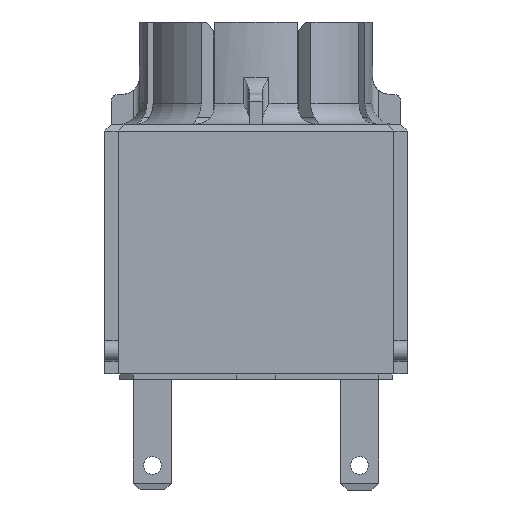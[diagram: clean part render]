
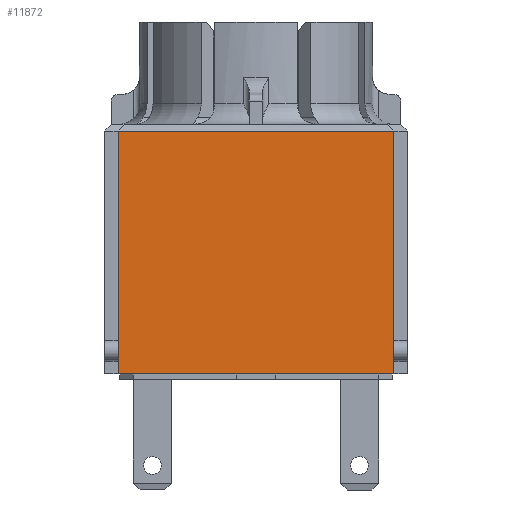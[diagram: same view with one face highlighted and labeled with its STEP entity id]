
A CAD part, front view. The second image highlights one B-rep face of the part: STEP entity #11872.
In plain terms, the highlighted planar face has unit normal (0, -1, 0).
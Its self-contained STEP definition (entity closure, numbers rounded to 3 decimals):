
#1253=FACE_OUTER_BOUND('',#1924,.T.);
#1924=EDGE_LOOP('',(#9003,#9004,#9005,#9006,#9007,#9008));
#2421=LINE('',#15319,#3575);
#2812=LINE('',#17143,#3966);
#2841=LINE('',#17205,#3995);
#2842=LINE('',#17209,#3996);
#2846=LINE('',#17247,#4000);
#2847=LINE('',#17248,#4001);
#3575=VECTOR('',#13002,10.);
#3966=VECTOR('',#13945,10.);
#3995=VECTOR('',#14012,10.);
#3996=VECTOR('',#14017,10.);
#4000=VECTOR('',#14077,10.);
#4001=VECTOR('',#14078,10.);
#4725=VERTEX_POINT('',#15316);
#4726=VERTEX_POINT('',#15318);
#5105=VERTEX_POINT('',#17135);
#5107=VERTEX_POINT('',#17141);
#5121=VERTEX_POINT('',#17204);
#5126=VERTEX_POINT('',#17233);
#5924=EDGE_CURVE('',#4726,#4725,#2421,.T.);
#6497=EDGE_CURVE('',#5107,#5105,#2812,.T.);
#6529=EDGE_CURVE('',#5121,#5105,#2841,.T.);
#6532=EDGE_CURVE('',#4725,#5121,#2842,.T.);
#6551=EDGE_CURVE('',#4726,#5126,#2846,.T.);
#6552=EDGE_CURVE('',#5126,#5107,#2847,.T.);
#9003=ORIENTED_EDGE('',*,*,#6497,.F.);
#9004=ORIENTED_EDGE('',*,*,#6552,.F.);
#9005=ORIENTED_EDGE('',*,*,#6551,.F.);
#9006=ORIENTED_EDGE('',*,*,#5924,.T.);
#9007=ORIENTED_EDGE('',*,*,#6532,.T.);
#9008=ORIENTED_EDGE('',*,*,#6529,.T.);
#11433=PLANE('',#12670);
#11872=ADVANCED_FACE('',(#1253),#11433,.T.);
#12670=AXIS2_PLACEMENT_3D('',#17290,#14131,#14132);
#13002=DIRECTION('',(1.,0.,0.));
#13945=DIRECTION('',(1.,0.,0.));
#14012=DIRECTION('',(0.,0.,1.));
#14017=DIRECTION('',(0.,0.,1.));
#14077=DIRECTION('',(0.,0.,1.));
#14078=DIRECTION('',(0.,0.,1.));
#14131=DIRECTION('center_axis',(0.,-1.,0.));
#14132=DIRECTION('ref_axis',(0.,0.,
-1.));
#15316=CARTESIAN_POINT('',(10.1,-11.1,0.4));
#15318=CARTESIAN_POINT('',(-10.1,-11.1,0.4));
#15319=CARTESIAN_POINT('',(-10.1,-11.1,0.4));
#17135=CARTESIAN_POINT('',(10.1,-11.1,18.2));
#17141=CARTESIAN_POINT('',(-10.1,-11.1,18.2));
#17143=CARTESIAN_POINT('',(0.,-11.1,18.2));
#17204=CARTESIAN_POINT('',(10.1,-11.1,2.09));
#17205=CARTESIAN_POINT('',(10.1,-11.1,0.4));
#17209=CARTESIAN_POINT('',(10.1,-11.1,0.4));
#17233=CARTESIAN_POINT('',(-10.1,-11.1,2.09));
#17247=CARTESIAN_POINT('',(-10.1,-11.1,0.4));
#17248=CARTESIAN_POINT('',(-10.1,-11.1,0.4));
#17290=CARTESIAN_POINT('Origin',(0.,-11.1,0.4));
